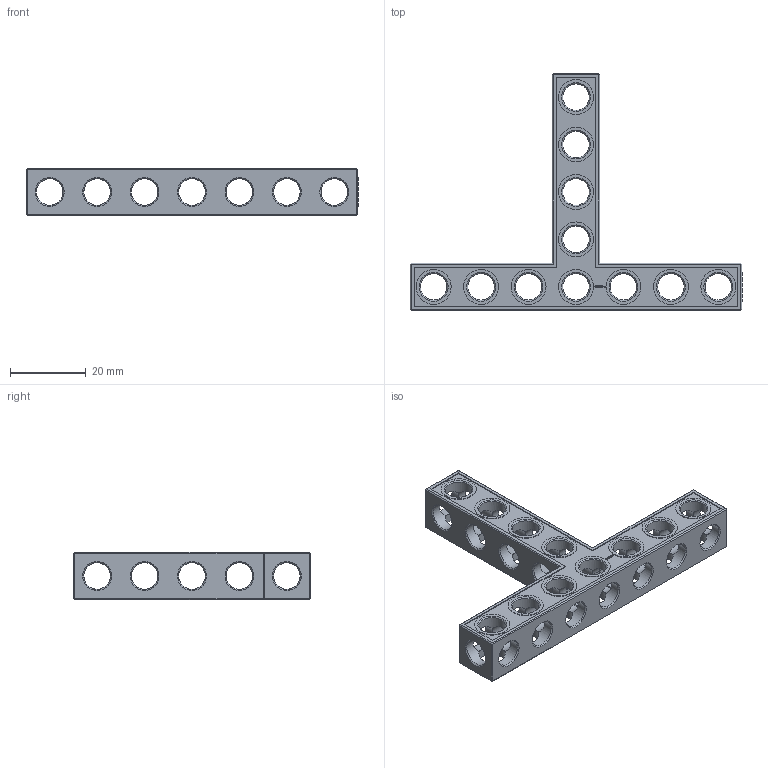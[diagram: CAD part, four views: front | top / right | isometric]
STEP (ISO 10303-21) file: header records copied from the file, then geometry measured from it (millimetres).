
FILE_DESCRIPTION(('FreeCAD Model'),'2;1');
FILE_NAME('Open CASCADE Shape Model','2021-08-09T14:58:58',( 'Paulo Kiefe'),('STEMFIE.org'),'Open CASCADE STEP processor 7.4', 'FreeCAD','Unknown');
FILE_SCHEMA(('AUTOMOTIVE_DESIGN { 1 0 10303 214 1 1 1 1 }'));
Length unit declared in the file: millimetre
Products named in the file (1): Beam_TSH_SYM_ESS_BU07x05x01_-_SPN-BEM-1041_(stemfie.org)
Bounding box: 87.5 x 62.5 x 12.5 mm (x, y, z)
Volume: 10733.8 mm3; surface area: 9766.6 mm2
Topology: 1 solids, 1 shells, 628 faces, 1819 edges, 1195 vertices
Faces by surface type: plane 403, extrusion 106, cylinder 71, cone 48
Full cylindrical faces by diameter (mm): 7 x56, 9.2 x11
Entity records: 52952 total; most frequent: CARTESIAN_POINT 13627, DIRECTION 5905, VECTOR 4108, LINE 4002, ORIENTED_EDGE 3638, PCURVE 3638, DEFINITIONAL_REPRESENTATION 3638, EDGE_CURVE 1819
